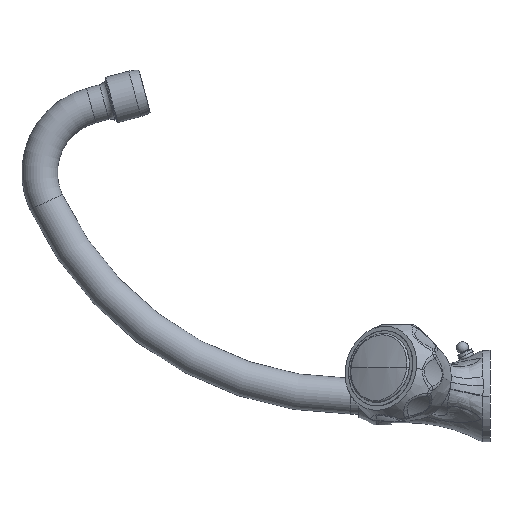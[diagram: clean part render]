
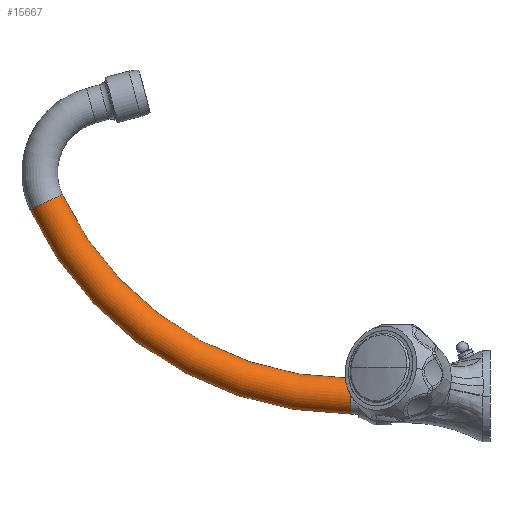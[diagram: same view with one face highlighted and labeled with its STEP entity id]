
A CAD part, left-side view. The second image highlights one B-rep face of the part: STEP entity #15667.
In plain terms, the highlighted toroidal (fillet/blend) face has major radius 168.937 mm and minor radius 9 mm.
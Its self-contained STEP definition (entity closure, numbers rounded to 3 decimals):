
#3953=CARTESIAN_POINT('',(0.,70.6,0.));
#3954=DIRECTION('',(0.,1.,0.));
#3955=DIRECTION('',(0.,0.,-1.));
#3956=AXIS2_PLACEMENT_3D('',#3953,#3954,#3955);
#3958=CARTESIAN_POINT('',(0.,70.6,168.937));
#3959=DIRECTION('',(1.,0.,0.));
#3960=DIRECTION('',(0.,0.,-1.));
#3961=AXIS2_PLACEMENT_3D('',#3958,#3959,#3960);
#3968=CARTESIAN_POINT('',(0.,70.6,168.937));
#3969=DIRECTION('',(1.,0.,0.));
#3970=DIRECTION('',(0.,0.,-1.));
#3971=AXIS2_PLACEMENT_3D('',#3968,#3969,#3970);
#3983=CARTESIAN_POINT('',(0.,223.729,
97.584));
#3984=DIRECTION('',(0.,0.422,0.906));
#3985=DIRECTION('',(0.,0.906,-0.422));
#3986=AXIS2_PLACEMENT_3D('',#3983,#3984,#3985);
#9697=CARTESIAN_POINT('',(0.,70.6,9.));
#9698=CARTESIAN_POINT('',(0.,70.6,-9.));
#9699=VERTEX_POINT('',#9697);
#9700=VERTEX_POINT('',#9698);
#9701=CARTESIAN_POINT('',(0.,215.571,
101.386));
#9702=CARTESIAN_POINT('',(0.,231.887,
93.783));
#9703=VERTEX_POINT('',#9701);
#9704=VERTEX_POINT('',#9702);
#15653=CARTESIAN_POINT('',(0.,70.6,168.937));
#15654=DIRECTION('',(1.,0.,0.));
#15655=DIRECTION('',(0.,0.,1.));
#15656=AXIS2_PLACEMENT_3D('',#15653,#15654,#15655);
#15657=TOROIDAL_SURFACE('',#15656,168.937,9.);
#15658=ORIENTED_EDGE('',*,*,#15640,.F.);
#15660=ORIENTED_EDGE('',*,*,#15659,.T.);
#15662=ORIENTED_EDGE('',*,*,#15661,.T.);
#15664=ORIENTED_EDGE('',*,*,#15663,.F.);
#15665=EDGE_LOOP('',(#15658,#15660,#15662,#15664));
#15666=FACE_OUTER_BOUND('',#15665,.F.);
#15667=ADVANCED_FACE('',(#15666),#15657,.T.);
#3957=CIRCLE('',#3956,9.);
#3962=CIRCLE('',#3961,177.937);
#3972=CIRCLE('',#3971,159.937);
#3987=CIRCLE('',#3986,9.);
#15640=EDGE_CURVE('',#9700,#9699,#3957,.T.);
#15659=EDGE_CURVE('',#9700,#9704,#3962,.T.);
#15661=EDGE_CURVE('',#9704,#9703,#3987,.T.);
#15663=EDGE_CURVE('',#9699,#9703,#3972,.T.);
